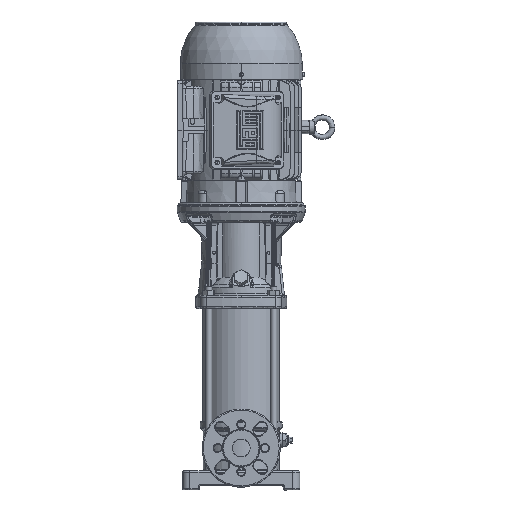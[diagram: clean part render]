
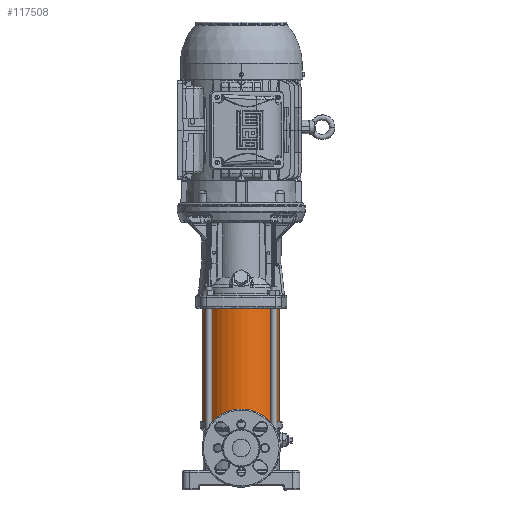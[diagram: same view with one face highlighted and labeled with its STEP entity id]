
A CAD part, top view. The second image highlights one B-rep face of the part: STEP entity #117508.
In plain terms, the highlighted cylindrical face has radius 68.75 mm (diameter 137.5 mm), a partial arc.
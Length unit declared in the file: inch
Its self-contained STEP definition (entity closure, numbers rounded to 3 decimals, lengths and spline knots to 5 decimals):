
#2713 = CARTESIAN_POINT ( 'NONE',  ( 0., 1.85827, 2.70669 ) ) ;
#3632 = CARTESIAN_POINT ( 'NONE',  ( 0., 1.54331, 2.70669 ) ) ;
#6150 = VERTEX_POINT ( 'NONE', #93970 ) ;
#8567 = DIRECTION ( 'NONE',  ( 0., 0., 1. ) ) ;
#22343 = FACE_OUTER_BOUND ( 'NONE', #31350, .T. ) ;
#22755 = DIRECTION ( 'NONE',  ( 0., 1., 0. ) ) ;
#23523 = CARTESIAN_POINT ( 'NONE',  ( 0., 9.8622, 0. ) ) ;
#25888 = CARTESIAN_POINT ( 'NONE',  ( 0., 9.8622, 2.70669 ) ) ;
#29800 = EDGE_CURVE ( 'NONE', #117372, #40622, #113378, .T. ) ;
#31350 = EDGE_LOOP ( 'NONE', ( #145930, #151574, #105596, #125521 ) ) ;
#35605 = EDGE_CURVE ( 'NONE', #51234, #40622, #120791, .T. ) ;
#35729 = CARTESIAN_POINT ( 'NONE',  ( 0., 1.54331, 0. ) ) ;
#40622 = VERTEX_POINT ( 'NONE', #25888 ) ;
#41098 = EDGE_CURVE ( 'NONE', #117372, #6150, #71005, .T. ) ;
#41895 = AXIS2_PLACEMENT_3D ( 'NONE', #35729, #45247, #46013 ) ;
#45247 = DIRECTION ( 'NONE',  ( 0., 1., 0. ) ) ;
#46013 = DIRECTION ( 'NONE',  ( 0., 0., 1. ) ) ;
#51234 = VERTEX_POINT ( 'NONE', #133219 ) ;
#55152 = DIRECTION ( 'NONE',  ( 0., -1., 0. ) ) ;
#71005 = CIRCLE ( 'NONE', #131573, 2.70669 ) ;
#72820 = AXIS2_PLACEMENT_3D ( 'NONE', #23523, #22755, #153041 ) ;
#76993 = DIRECTION ( 'NONE',  ( 0., 1., 0. ) ) ;
#81168 = CARTESIAN_POINT ( 'NONE',  ( 0., 1.85827, 0. ) ) ;
#93970 = CARTESIAN_POINT ( 'NONE',  ( 0., 1.85827, -2.70669 ) ) ;
#103307 = EDGE_CURVE ( 'NONE', #6150, #51234, #120303, .T. ) ;
#105596 = ORIENTED_EDGE ( 'NONE', *, *, #29800, .T. ) ;
#113378 = LINE ( 'NONE', #3632, #139482 ) ;
#117372 = VERTEX_POINT ( 'NONE', #2713 ) ;
#117508 = ADVANCED_FACE ( 'NONE', ( #22343 ), #153413, .T. ) ;
#120303 = LINE ( 'NONE', #123435, #121558 ) ;
#120791 = CIRCLE ( 'NONE', #72820, 2.70669 ) ;
#121558 = VECTOR ( 'NONE', #135270, 39.37008 ) ;
#123435 = CARTESIAN_POINT ( 'NONE',  ( 0., 1.54331, -2.70669 ) ) ;
#125521 = ORIENTED_EDGE ( 'NONE', *, *, #35605, .F. ) ;
#131573 = AXIS2_PLACEMENT_3D ( 'NONE', #81168, #55152, #8567 ) ;
#133219 = CARTESIAN_POINT ( 'NONE',  ( 0., 9.8622, -2.70669 ) ) ;
#135270 = DIRECTION ( 'NONE',  ( 0., 1., 0. ) ) ;
#139482 = VECTOR ( 'NONE', #76993, 39.37008 ) ;
#145930 = ORIENTED_EDGE ( 'NONE', *, *, #103307, .F. ) ;
#151574 = ORIENTED_EDGE ( 'NONE', *, *, #41098, .F. ) ;
#153041 = DIRECTION ( 'NONE',  ( 0., 0., -1. ) ) ;
#153413 = CYLINDRICAL_SURFACE ( 'NONE', #41895, 2.70669 ) ;
